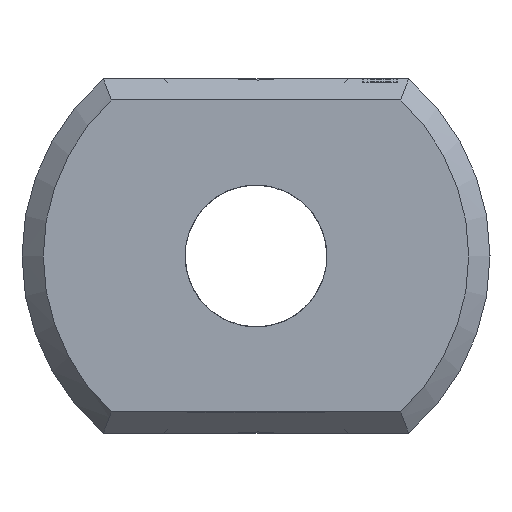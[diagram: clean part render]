
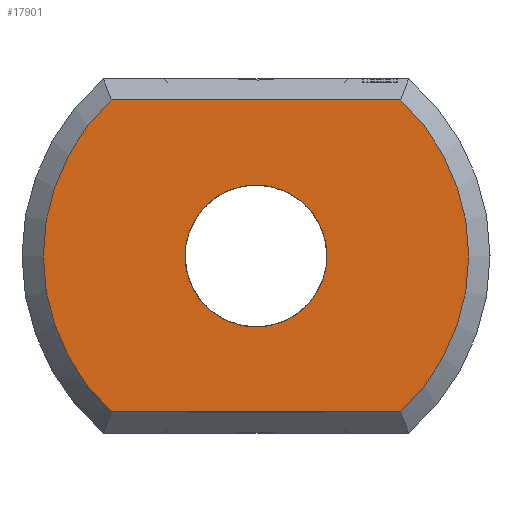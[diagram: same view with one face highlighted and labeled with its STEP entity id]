
A CAD part, left-side view. The second image highlights one B-rep face of the part: STEP entity #17901.
In plain terms, the highlighted planar face has unit normal (-1, 0, 0).
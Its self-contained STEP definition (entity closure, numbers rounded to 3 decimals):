
#4395 = VERTEX_POINT('',#4396);
#4396 = CARTESIAN_POINT('',(0.,-2.04,2.2));
#4405 = VERTEX_POINT('',#4406);
#4406 = CARTESIAN_POINT('',(0.,-2.04,-2.2));
#4413 = EDGE_CURVE('',#4395,#4405,#4414,.T.);
#4414 = CIRCLE('',#4415,3.);
#4415 = AXIS2_PLACEMENT_3D('',#4416,#4417,#4418);
#4416 = CARTESIAN_POINT('',(0.,0.,0.));
#4417 = DIRECTION('',(1.,0.,0.));
#4418 = DIRECTION('',(0.,-0.653,0.758)
  );
#5724 = VERTEX_POINT('',#5725);
#5725 = CARTESIAN_POINT('',(0.,2.04,2.2));
#5732 = EDGE_CURVE('',#4395,#5724,#5733,.T.);
#5733 = LINE('',#5734,#5735);
#5734 = CARTESIAN_POINT('',(0.,-2.154,2.2));
#5735 = VECTOR('',#5736,1.);
#5736 = DIRECTION('',(0.,1.,0.));
#17901 = ADVANCED_FACE('',(#17902,#17921),#17932,.F.);
#17902 = FACE_BOUND('',#17903,.F.);
#17903 = EDGE_LOOP('',(#17904,#17913,#17914,#17915));
#17904 = ORIENTED_EDGE('',*,*,#17905,.T.);
#17905 = EDGE_CURVE('',#17906,#5724,#17908,.T.);
#17906 = VERTEX_POINT('',#17907);
#17907 = CARTESIAN_POINT('',(0.,2.04,-2.2));
#17908 = CIRCLE('',#17909,3.);
#17909 = AXIS2_PLACEMENT_3D('',#17910,#17911,#17912);
#17910 = CARTESIAN_POINT('',(0.,0.,0.));
#17911 = DIRECTION('',(1.,0.,0.));
#17912 = DIRECTION('',(0.,0.653,-0.758)
  );
#17913 = ORIENTED_EDGE('',*,*,#5732,.F.);
#17914 = ORIENTED_EDGE('',*,*,#4413,.T.);
#17915 = ORIENTED_EDGE('',*,*,#17916,.T.);
#17916 = EDGE_CURVE('',#4405,#17906,#17917,.T.);
#17917 = LINE('',#17918,#17919);
#17918 = CARTESIAN_POINT('',(0.,-2.154,-2.2));
#17919 = VECTOR('',#17920,1.);
#17920 = DIRECTION('',(0.,1.,0.));
#17921 = FACE_BOUND('',#17922,.T.);
#17922 = EDGE_LOOP('',(#17923));
#17923 = ORIENTED_EDGE('',*,*,#17924,.T.);
#17924 = EDGE_CURVE('',#17925,#17925,#17927,.T.);
#17925 = VERTEX_POINT('',#17926);
#17926 = CARTESIAN_POINT('',(0.,1.,0.)
  );
#17927 = CIRCLE('',#17928,1.);
#17928 = AXIS2_PLACEMENT_3D('',#17929,#17930,#17931);
#17929 = CARTESIAN_POINT('',(0.,0.,0.));
#17930 = DIRECTION('',(1.,0.,0.));
#17931 = DIRECTION('',(0.,1.,0.));
#17932 = PLANE('',#17933);
#17933 = AXIS2_PLACEMENT_3D('',#17934,#17935,#17936);
#17934 = CARTESIAN_POINT('',(0.,0.,0.));
#17935 = DIRECTION('',(1.,0.,0.));
#17936 = DIRECTION('',(0.,0.,1.));
